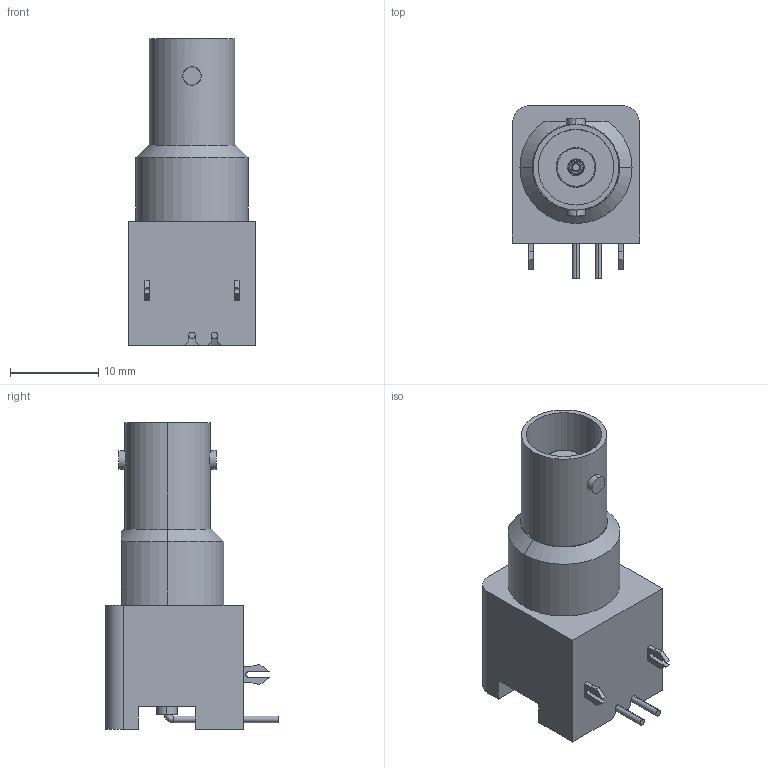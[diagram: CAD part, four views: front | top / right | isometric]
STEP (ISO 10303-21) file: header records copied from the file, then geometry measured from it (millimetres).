
FILE_DESCRIPTION (( 'STEP AP214' ), '1' );
FILE_NAME ('B6252HB-NPP3G-50.STEP', '2024-04-26T05:39:37', ( '' ), ( '' ), 'SwSTEP 2.0', 'SolidWorks 2016', '' );
FILE_SCHEMA (( 'AUTOMOTIVE_DESIGN' ));
Length unit declared in the file: millimetre
Products named in the file (1): B6252HB-NPP3G-50
Bounding box: 14.4 x 19.6 x 34.8 mm (x, y, z)
Volume: 4158.3 mm3; surface area: 2728.7 mm2
Topology: 3 solids, 3 shells, 116 faces, 270 edges, 174 vertices
Faces by surface type: plane 59, cylinder 43, bspline 12, cone 2
Entity records: 4622 total; most frequent: CARTESIAN_POINT 990, DIRECTION 553, ORIENTED_EDGE 540, EDGE_CURVE 270, AXIS2_PLACEMENT_3D 199, VERTEX_POINT 174, LINE 155, VECTOR 155
